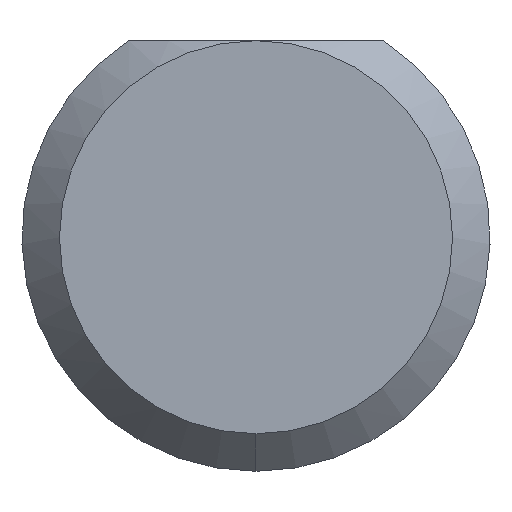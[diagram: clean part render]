
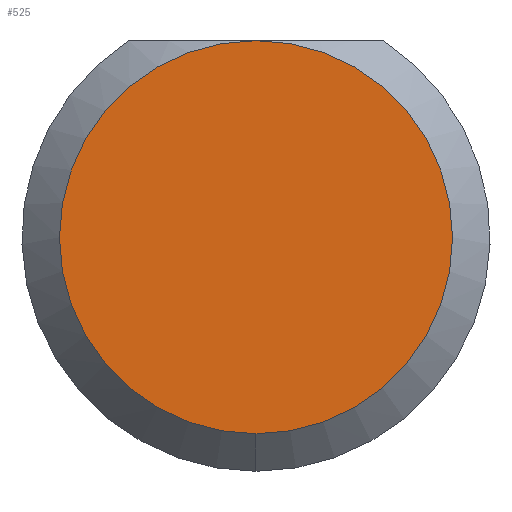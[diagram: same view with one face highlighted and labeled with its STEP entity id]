
A CAD part, left-side view. The second image highlights one B-rep face of the part: STEP entity #525.
In plain terms, the highlighted planar face has unit normal (-1, 0, 0).
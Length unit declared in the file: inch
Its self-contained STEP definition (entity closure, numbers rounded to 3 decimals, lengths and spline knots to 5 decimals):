
#35 = VERTEX_POINT ( 'NONE', #533 ) ;
#37 = CARTESIAN_POINT ( 'NONE',  ( 0., 0., 0. ) ) ;
#58 = AXIS2_PLACEMENT_3D ( 'NONE', #677, #330, #270 ) ;
#117 = CIRCLE ( 'NONE', #543, 0.05235 ) ;
#121 = FACE_OUTER_BOUND ( 'NONE', #254, .T. ) ;
#209 = CARTESIAN_POINT ( 'NONE',  ( 0., 0., 0.05235 ) ) ;
#254 = EDGE_LOOP ( 'NONE', ( #315, #714 ) ) ;
#270 = DIRECTION ( 'NONE',  ( 0., 0., -1. ) ) ;
#295 = DIRECTION ( 'NONE',  ( -1., 0., 0. ) ) ;
#315 = ORIENTED_EDGE ( 'NONE', *, *, #640, .T. ) ;
#330 = DIRECTION ( 'NONE',  ( 1., 0., 0. ) ) ;
#336 = EDGE_CURVE ( 'NONE', #35, #735, #117, .T. ) ;
#379 = CARTESIAN_POINT ( 'NONE',  ( 0., 0., 0. ) ) ;
#448 = AXIS2_PLACEMENT_3D ( 'NONE', #379, #507, #617 ) ;
#449 = PLANE ( 'NONE',  #58 ) ;
#507 = DIRECTION ( 'NONE',  ( -1., 0., 0. ) ) ;
#525 = ADVANCED_FACE ( 'NONE', ( #121 ), #449, .F. ) ;
#533 = CARTESIAN_POINT ( 'NONE',  ( 0., 0., -0.05235 ) ) ;
#543 = AXIS2_PLACEMENT_3D ( 'NONE', #37, #295, #656 ) ;
#617 = DIRECTION ( 'NONE',  ( 0., 0., 1. ) ) ;
#640 = EDGE_CURVE ( 'NONE', #735, #35, #794, .T. ) ;
#656 = DIRECTION ( 'NONE',  ( 0., 0., 1. ) ) ;
#677 = CARTESIAN_POINT ( 'NONE',  ( 0., 0., 0. ) ) ;
#714 = ORIENTED_EDGE ( 'NONE', *, *, #336, .T. ) ;
#735 = VERTEX_POINT ( 'NONE', #209 ) ;
#794 = CIRCLE ( 'NONE', #448, 0.05235 ) ;
